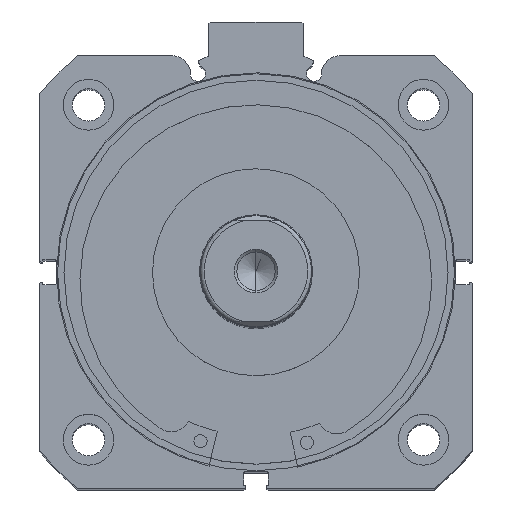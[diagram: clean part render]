
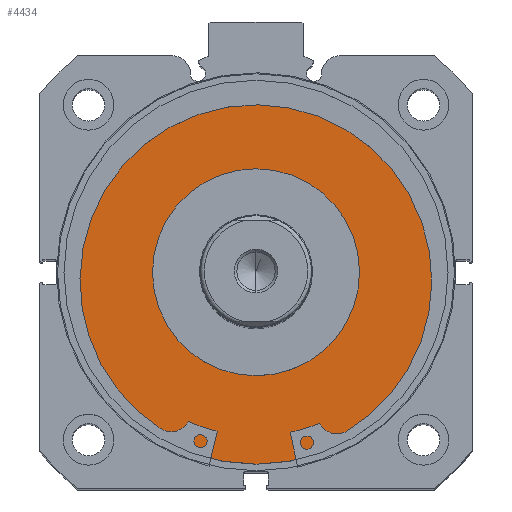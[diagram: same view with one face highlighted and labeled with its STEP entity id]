
A CAD part, top view. The second image highlights one B-rep face of the part: STEP entity #4434.
In plain terms, the highlighted face is planar.
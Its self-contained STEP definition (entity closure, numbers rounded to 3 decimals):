
#71 = FACE_BOUND ( 'NONE', #3577, .T. ) ;
#77 = FACE_OUTER_BOUND ( 'NONE', #3576, .T. ) ;
#1763 = CARTESIAN_POINT ( 'NONE',  ( 5.5, 0., 51. ) ) ;
#1764 = CARTESIAN_POINT ( 'NONE',  ( 5.5, 0., -51. ) ) ;
#1770 = CARTESIAN_POINT ( 'NONE',  ( 5.5, 0., -27.5 ) ) ;
#1771 = CARTESIAN_POINT ( 'NONE',  ( 5.5, 0., 27.5 ) ) ;
#2148 = EDGE_CURVE ( 'NONE', #6725, #6724, #3810, .T. ) ;
#2149 = EDGE_CURVE ( 'NONE', #6731, #6732, #3811, .T. ) ;
#2157 = EDGE_CURVE ( 'NONE', #6732, #6731, #3824, .T. ) ;
#2163 = EDGE_CURVE ( 'NONE', #6724, #6725, #3833, .T. ) ;
#2468 = AXIS2_PLACEMENT_3D ( 'NONE', #6385, #6383, #6382 ) ;
#2469 = AXIS2_PLACEMENT_3D ( 'NONE', #6381, #6380, #6379 ) ;
#2474 = AXIS2_PLACEMENT_3D ( 'NONE', #6332, #6330, #6329 ) ;
#2476 = AXIS2_PLACEMENT_3D ( 'NONE', #6369, #6351, #6350 ) ;
#2683 = AXIS2_PLACEMENT_3D ( 'NONE', #5606, #5608, #5609 ) ;
#3231 = ORIENTED_EDGE ( 'NONE', *, *, #2157, .F. ) ;
#3232 = ORIENTED_EDGE ( 'NONE', *, *, #2149, .F. ) ;
#3233 = ORIENTED_EDGE ( 'NONE', *, *, #2163, .T. ) ;
#3234 = ORIENTED_EDGE ( 'NONE', *, *, #2148, .T. ) ;
#3576 = EDGE_LOOP ( 'NONE', ( #3233, #3234 ) ) ;
#3577 = EDGE_LOOP ( 'NONE', ( #3231, #3232 ) ) ;
#3810 = CIRCLE ( 'NONE', #2468, 51. ) ;
#3811 = CIRCLE ( 'NONE', #2469, 27.5 ) ;
#3824 = CIRCLE ( 'NONE', #2476, 27.5 ) ;
#3833 = CIRCLE ( 'NONE', #2474, 51. ) ;
#4434 = ADVANCED_FACE ( 'NONE', ( #71, #77 ), #5607, .F. ) ;
#5606 = CARTESIAN_POINT ( 'NONE',  ( 5.5, 51., 0. ) ) ;
#5607 = PLANE ( 'NONE',  #2683 ) ;
#5608 = DIRECTION ( 'NONE',  ( 1., 0., 0. ) ) ;
#5609 = DIRECTION ( 'NONE',  ( 0., 0., -1. ) ) ;
#6329 = DIRECTION ( 'NONE',  ( 0., 0., 1. ) ) ;
#6330 = DIRECTION ( 'NONE',  ( -1., 0., 0. ) ) ;
#6332 = CARTESIAN_POINT ( 'NONE',  ( 5.5, 0., 0. ) ) ;
#6350 = DIRECTION ( 'NONE',  ( 0., 0., 1. ) ) ;
#6351 = DIRECTION ( 'NONE',  ( -1., 0., 0. ) ) ;
#6369 = CARTESIAN_POINT ( 'NONE',  ( 5.5, 0., 0. ) ) ;
#6379 = DIRECTION ( 'NONE',  ( 0., 0., 1. ) ) ;
#6380 = DIRECTION ( 'NONE',  ( -1., 0., 0. ) ) ;
#6381 = CARTESIAN_POINT ( 'NONE',  ( 5.5, 0., 0. ) ) ;
#6382 = DIRECTION ( 'NONE',  ( 0., 0., 1. ) ) ;
#6383 = DIRECTION ( 'NONE',  ( -1., 0., 0. ) ) ;
#6385 = CARTESIAN_POINT ( 'NONE',  ( 5.5, 0., 0. ) ) ;
#6724 = VERTEX_POINT ( 'NONE', #1763 ) ;
#6725 = VERTEX_POINT ( 'NONE', #1764 ) ;
#6731 = VERTEX_POINT ( 'NONE', #1770 ) ;
#6732 = VERTEX_POINT ( 'NONE', #1771 ) ;
